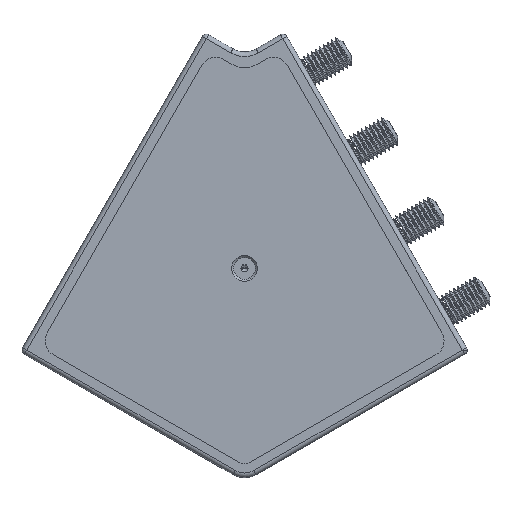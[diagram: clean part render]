
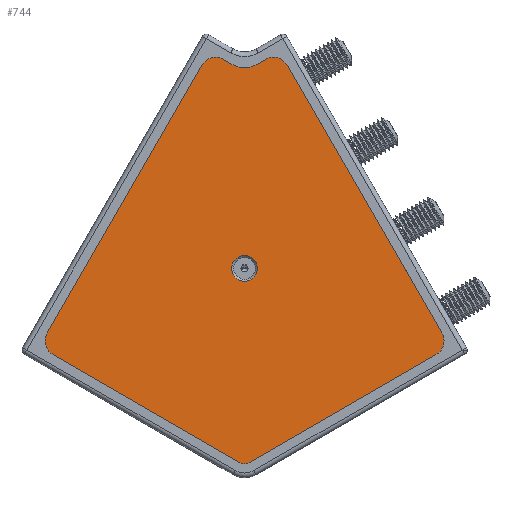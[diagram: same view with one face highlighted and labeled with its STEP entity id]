
A CAD part, top view. The second image highlights one B-rep face of the part: STEP entity #744.
In plain terms, the highlighted planar face has unit normal (0, 0, 1).
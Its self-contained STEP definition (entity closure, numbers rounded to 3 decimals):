
#744 = ADVANCED_FACE ( 'NONE', ( #21052, #21059 ), #1127, .T. ) ;
#1123 = DIRECTION ( 'NONE',  ( -0.5, 0.866, 0. ) ) ;
#1124 = DIRECTION ( 'NONE',  ( 0., 0., 1. ) ) ;
#1127 = PLANE ( 'NONE',  #19312 ) ;
#1131 = CARTESIAN_POINT ( 'NONE',  ( -17.439, 50.939, 17.262 ) ) ;
#3461 = DIRECTION ( 'NONE',  ( -0.5, -0.866, 0. ) ) ;
#3465 = DIRECTION ( 'NONE',  ( -0.866, 0.5, 0. ) ) ;
#3466 = CARTESIAN_POINT ( 'NONE',  ( -32.562, 106.346, 17.262 ) ) ;
#3467 = CARTESIAN_POINT ( 'NONE',  ( -32.562, 106.346, 17.262 ) ) ;
#3468 = CARTESIAN_POINT ( 'NONE',  ( -97., -19.264, 17.262 ) ) ;
#3469 = DIRECTION ( 'NONE',  ( 0., 0., 1. ) ) ;
#3470 = DIRECTION ( 'NONE',  ( -0.5, 0.866, 0. ) ) ;
#3471 = CARTESIAN_POINT ( 'NONE',  ( -2.317, 106.346, 17.262 ) ) ;
#3472 = DIRECTION ( 'NONE',  ( -0.866, -0.5, 0. ) ) ;
#3473 = CARTESIAN_POINT ( 'NONE',  ( -30., 96.784, 17.262 ) ) ;
#3474 = DIRECTION ( 'NONE',  ( 0., 0., 1. ) ) ;
#3475 = DIRECTION ( 'NONE',  ( -0.5, 0.866, 0. ) ) ;
#3476 = CARTESIAN_POINT ( 'NONE',  ( -2.317, 106.346, 17.262 ) ) ;
#3477 = DIRECTION ( 'NONE',  ( -0.5, 0.866, 0. ) ) ;
#3478 = CARTESIAN_POINT ( 'NONE',  ( -17.439, 109.162, 17.262 ) ) ;
#3479 = DIRECTION ( 'NONE',  ( 0., 0., -1. ) ) ;
#3480 = DIRECTION ( 'NONE',  ( -0.5, 0.866, 0. ) ) ;
#3481 = CARTESIAN_POINT ( 'NONE',  ( 71.683, -21.826, 17.262 ) ) ;
#3482 = DIRECTION ( 'NONE',  ( 0.866, 0.5, 0. ) ) ;
#3483 = CARTESIAN_POINT ( 'NONE',  ( -4.879, 96.784, 17.262 ) ) ;
#3484 = DIRECTION ( 'NONE',  ( 0., 0., 1. ) ) ;
#3485 = DIRECTION ( 'NONE',  ( -0.5, 0.866, 0. ) ) ;
#3486 = CARTESIAN_POINT ( 'NONE',  ( -106.562, -21.826, 17.262 ) ) ;
#3487 = DIRECTION ( 'NONE',  ( 0.866, -0.5, 0. ) ) ;
#3488 = CARTESIAN_POINT ( 'NONE',  ( 62.121, -19.264, 17.262 ) ) ;
#3489 = DIRECTION ( 'NONE',  ( 0., 0., 1. ) ) ;
#3490 = DIRECTION ( 'NONE',  ( -0.5, 0.866, 0. ) ) ;
#3491 = CARTESIAN_POINT ( 'NONE',  ( -17.439, -68.662, 17.262 ) ) ;
#3492 = DIRECTION ( 'NONE',  ( 0., 0., 1. ) ) ;
#3493 = DIRECTION ( 'NONE',  ( -0.5, 0.866, 0. ) ) ;
#3496 = CARTESIAN_POINT ( 'NONE',  ( -17.439, 12.167, 17.262 ) ) ;
#3497 = DIRECTION ( 'NONE',  ( 0., 0., 1. ) ) ;
#3498 = DIRECTION ( 'NONE',  ( -0.5, 0.866, 0. ) ) ;
#3504 = CARTESIAN_POINT ( 'NONE',  ( -17.439, 12.167, 17.262 ) ) ;
#3505 = DIRECTION ( 'NONE',  ( 0., 0., 1. ) ) ;
#3506 = DIRECTION ( 'NONE',  ( -0.5, 0.866, 0. ) ) ;
#8382 = VERTEX_POINT ( 'NONE', #16945 ) ;
#8383 = VERTEX_POINT ( 'NONE', #16946 ) ;
#8384 = VERTEX_POINT ( 'NONE', #16947 ) ;
#8385 = VERTEX_POINT ( 'NONE', #16948 ) ;
#8386 = VERTEX_POINT ( 'NONE', #16949 ) ;
#8387 = VERTEX_POINT ( 'NONE', #16950 ) ;
#8388 = VERTEX_POINT ( 'NONE', #16951 ) ;
#8389 = VERTEX_POINT ( 'NONE', #16952 ) ;
#8390 = VERTEX_POINT ( 'NONE', #16954 ) ;
#8392 = VERTEX_POINT ( 'NONE', #16956 ) ;
#8394 = VERTEX_POINT ( 'NONE', #16958 ) ;
#8395 = VERTEX_POINT ( 'NONE', #16959 ) ;
#8411 = VERTEX_POINT ( 'NONE', #16975 ) ;
#8442 = VERTEX_POINT ( 'NONE', #17006 ) ;
#11857 = ORIENTED_EDGE ( 'NONE', *, *, #25643, .T. ) ;
#11860 = ORIENTED_EDGE ( 'NONE', *, *, #25642, .T. ) ;
#11862 = ORIENTED_EDGE ( 'NONE', *, *, #25640, .T. ) ;
#11863 = ORIENTED_EDGE ( 'NONE', *, *, #25641, .T. ) ;
#11867 = ORIENTED_EDGE ( 'NONE', *, *, #25644, .F. ) ;
#11874 = ORIENTED_EDGE ( 'NONE', *, *, #25647, .F. ) ;
#11948 = ORIENTED_EDGE ( 'NONE', *, *, #25633, .T. ) ;
#11949 = ORIENTED_EDGE ( 'NONE', *, *, #25634, .T. ) ;
#11964 = ORIENTED_EDGE ( 'NONE', *, *, #25636, .T. ) ;
#11965 = ORIENTED_EDGE ( 'NONE', *, *, #25637, .T. ) ;
#11968 = ORIENTED_EDGE ( 'NONE', *, *, #25632, .T. ) ;
#11997 = ORIENTED_EDGE ( 'NONE', *, *, #25639, .T. ) ;
#11998 = ORIENTED_EDGE ( 'NONE', *, *, #25638, .T. ) ;
#12009 = ORIENTED_EDGE ( 'NONE', *, *, #25635, .T. ) ;
#14425 = EDGE_LOOP ( 'NONE', ( #11867, #11874 ) ) ;
#14432 = EDGE_LOOP ( 'NONE', ( #11857, #11860, #11863, #11862, #11997, #11998, #11965, #11964, #12009, #11949, #11948, #11968 ) ) ;
#16945 = CARTESIAN_POINT ( 'NONE',  ( -36.062, 100.284, 17.262 ) ) ;
#16946 = CARTESIAN_POINT ( 'NONE',  ( -26.5, 102.846, 17.262 ) ) ;
#16947 = CARTESIAN_POINT ( 'NONE',  ( -22.439, 100.502, 17.262 ) ) ;
#16948 = CARTESIAN_POINT ( 'NONE',  ( -8.379, 102.846, 17.262 ) ) ;
#16949 = CARTESIAN_POINT ( 'NONE',  ( -12.439, 100.502, 17.262 ) ) ;
#16950 = CARTESIAN_POINT ( 'NONE',  ( 1.183, 100.284, 17.262 ) ) ;
#16951 = CARTESIAN_POINT ( 'NONE',  ( 68.183, -15.764, 17.262 ) ) ;
#16952 = CARTESIAN_POINT ( 'NONE',  ( 65.621, -25.326, 17.262 ) ) ;
#16954 = CARTESIAN_POINT ( 'NONE',  ( -15.439, -72.126, 17.262 ) ) ;
#16956 = CARTESIAN_POINT ( 'NONE',  ( -19.439, -72.126, 17.262 ) ) ;
#16958 = CARTESIAN_POINT ( 'NONE',  ( -20.239, 17.017, 17.262 ) ) ;
#16959 = CARTESIAN_POINT ( 'NONE',  ( -14.639, 7.317, 17.262 ) ) ;
#16975 = CARTESIAN_POINT ( 'NONE',  ( -100.5, -25.326, 17.262 ) ) ;
#17006 = CARTESIAN_POINT ( 'NONE',  ( -103.062, -15.764, 17.262 ) ) ;
#18767 = AXIS2_PLACEMENT_3D ( 'NONE', #3468, #3469, #3470 ) ;
#18768 = AXIS2_PLACEMENT_3D ( 'NONE', #3473, #3474, #3475 ) ;
#18769 = AXIS2_PLACEMENT_3D ( 'NONE', #3478, #3479, #3480 ) ;
#18770 = AXIS2_PLACEMENT_3D ( 'NONE', #3483, #3484, #3485 ) ;
#18771 = AXIS2_PLACEMENT_3D ( 'NONE', #3488, #3489, #3490 ) ;
#18772 = AXIS2_PLACEMENT_3D ( 'NONE', #3491, #3492, #3493 ) ;
#18773 = AXIS2_PLACEMENT_3D ( 'NONE', #3496, #3497, #3498 ) ;
#18775 = AXIS2_PLACEMENT_3D ( 'NONE', #3504, #3505, #3506 ) ;
#19312 = AXIS2_PLACEMENT_3D ( 'NONE', #1131, #1124, #1123 ) ;
#21052 = FACE_BOUND ( 'NONE', #14425, .T. ) ;
#21059 = FACE_OUTER_BOUND ( 'NONE', #14432, .T. ) ;
#25632 = EDGE_CURVE ( 'NONE', #8442, #8411, #30983, .T. ) ;
#25633 = EDGE_CURVE ( 'NONE', #8382, #8442, #30977, .T. ) ;
#25634 = EDGE_CURVE ( 'NONE', #8383, #8382, #30989, .T. ) ;
#25635 = EDGE_CURVE ( 'NONE', #8384, #8383, #30993, .T. ) ;
#25636 = EDGE_CURVE ( 'NONE', #8386, #8384, #30995, .T. ) ;
#25637 = EDGE_CURVE ( 'NONE', #8385, #8386, #30999, .T. ) ;
#25638 = EDGE_CURVE ( 'NONE', #8387, #8385, #31001, .T. ) ;
#25639 = EDGE_CURVE ( 'NONE', #8388, #8387, #31005, .T. ) ;
#25640 = EDGE_CURVE ( 'NONE', #8389, #8388, #31007, .T. ) ;
#25641 = EDGE_CURVE ( 'NONE', #8390, #8389, #31011, .T. ) ;
#25642 = EDGE_CURVE ( 'NONE', #8392, #8390, #31013, .T. ) ;
#25643 = EDGE_CURVE ( 'NONE', #8411, #8392, #31017, .T. ) ;
#25644 = EDGE_CURVE ( 'NONE', #8394, #8395, #31019, .T. ) ;
#25647 = EDGE_CURVE ( 'NONE', #8395, #8394, #31027, .T. ) ;
#30977 = LINE ( 'NONE', #3467, #30991 ) ;
#30983 = CIRCLE ( 'NONE', #18767, 7. ) ;
#30989 = CIRCLE ( 'NONE', #18768, 7. ) ;
#30991 = VECTOR ( 'NONE', #3461, 1000. ) ;
#30993 = LINE ( 'NONE', #3466, #30997 ) ;
#30995 = CIRCLE ( 'NONE', #18769, 10. ) ;
#30997 = VECTOR ( 'NONE', #3465, 1000. ) ;
#30999 = LINE ( 'NONE', #3471, #31003 ) ;
#31001 = CIRCLE ( 'NONE', #18770, 7. ) ;
#31003 = VECTOR ( 'NONE', #3472, 1000. ) ;
#31005 = LINE ( 'NONE', #3476, #31009 ) ;
#31007 = CIRCLE ( 'NONE', #18771, 7. ) ;
#31009 = VECTOR ( 'NONE', #3477, 1000. ) ;
#31011 = LINE ( 'NONE', #3481, #31015 ) ;
#31013 = CIRCLE ( 'NONE', #18772, 4. ) ;
#31015 = VECTOR ( 'NONE', #3482, 1000. ) ;
#31017 = LINE ( 'NONE', #3486, #31021 ) ;
#31019 = CIRCLE ( 'NONE', #18773, 5.6 ) ;
#31021 = VECTOR ( 'NONE', #3487, 1000. ) ;
#31027 = CIRCLE ( 'NONE', #18775, 5.6 ) ;
